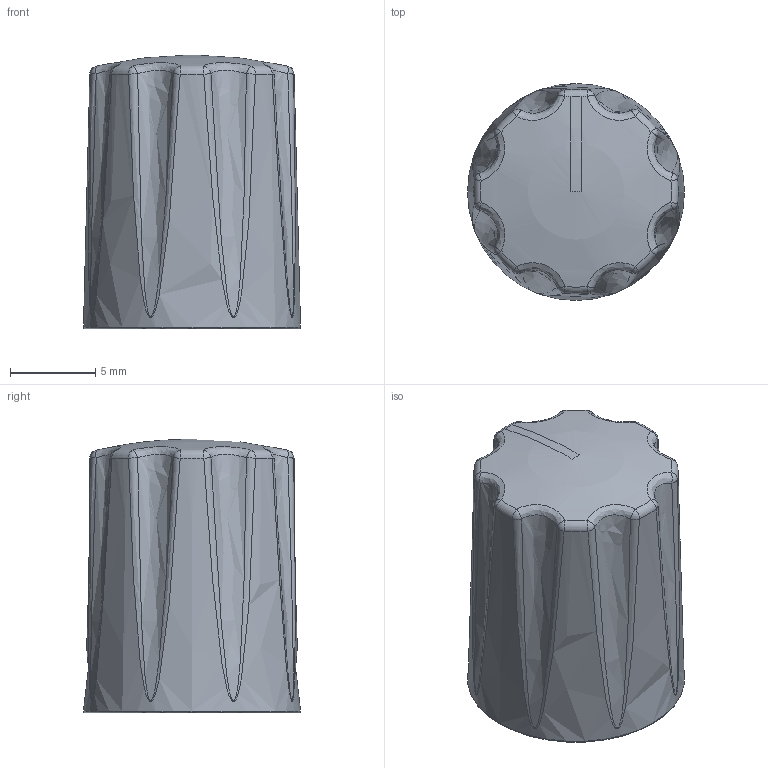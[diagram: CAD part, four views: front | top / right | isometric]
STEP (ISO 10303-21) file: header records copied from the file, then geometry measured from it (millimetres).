
FILE_DESCRIPTION((' '),'2;1');
FILE_NAME( '1900h-bk-T-D.stp', '2023-03-12T10:41:35', (' '), ('--- Datakit www.datakit.com---'), ' Datakit CrossCadWare V2023.1 Dec 22 2022', 'DATAKIT 2023 (c)', ' ');
FILE_SCHEMA(('AP242_MANAGED_MODEL_BASED_3D_ENGINEERING_MIM_LF { 1 0 10303 442 1 1 4 }'));
Length unit declared in the file: millimetre
Products named in the file (1): 1900h-bk-T-D
Bounding box: 12.69 x 12.69 x 16 mm (x, y, z)
Volume: 1242.6 mm3; surface area: 1114.3 mm2
Topology: 1 solids, 1 shells, 58 faces, 135 edges, 63 vertices
Faces by surface type: bspline 24, sphere 18, torus 9, plane 4, cylinder 2, cone 1
Full cylindrical faces by diameter (mm): 10 x1
Entity records: 8789 total; most frequent: CARTESIAN_POINT 7664, DIRECTION 226, ORIENTED_EDGE 224, EDGE_CURVE 112, AXIS2_PLACEMENT_3D 111, CIRCLE 76, EDGE_LOOP 63, VERTEX_POINT 61
